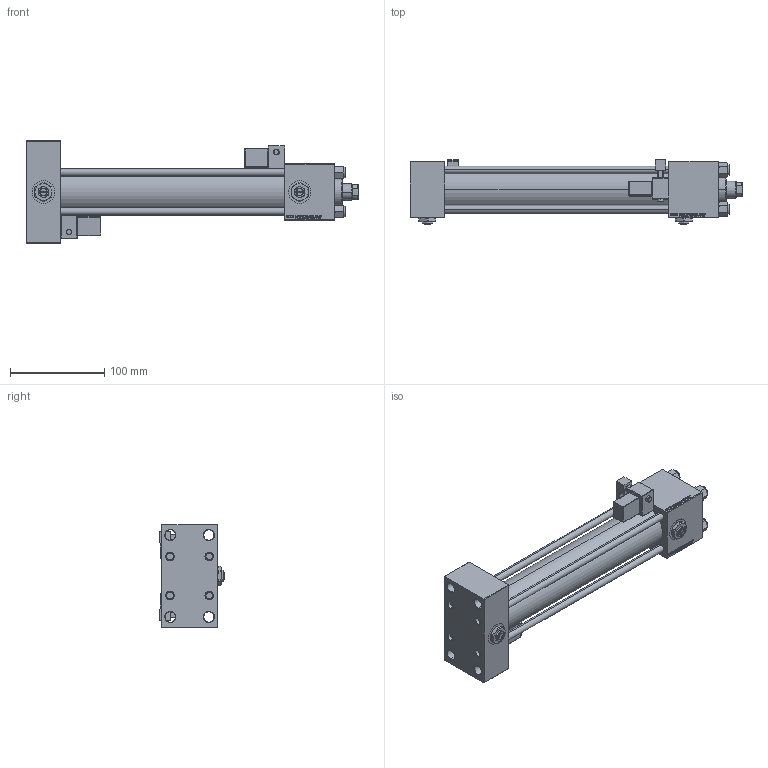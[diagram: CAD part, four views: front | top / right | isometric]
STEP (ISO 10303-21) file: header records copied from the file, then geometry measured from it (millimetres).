
FILE_DESCRIPTION (( 'STEP AP203' ), '1' );
FILE_NAME ('4d46.STEP', '2023-08-23T07:47:43', ( '' ), ( '' ), 'SwSTEP 2.0', 'SolidWorks 2019', '' );
FILE_SCHEMA (( 'CONFIG_CONTROL_DESIGN' ));
Length unit declared in the file: millimetre
Products named in the file (8): 4d46; V215CR_E_Body 7a1930c5ba2c54166209467c394910b5; V215CR_TYCINKA_E 7a1930c5ba2c54166209467c394910b5; V215_VC_A 7a1930c5ba2c54166209467c394910b5; V215CR_VCP_E 7a1930c5ba2c54166209467c394910b5; NUT_M5_E 7a1930c5ba2c54166209467c394910b5; V215CR_MSU 7a1930c5ba2c54166209467c394910b5; Zatka_pro_OIL_PORT 7a1930c5ba2c54166209467c394910b5
Assembly tree (15 placements, depth 2):
  4d46
    V215CR_E_Body 7a1930c5ba2c54166209467c394910b5
    V215CR_VCP_E 7a1930c5ba2c54166209467c394910b5
    V215CR_TYCINKA_E 7a1930c5ba2c54166209467c394910b5  x4
    NUT_M5_E 7a1930c5ba2c54166209467c394910b5  x4
    V215_VC_A 7a1930c5ba2c54166209467c394910b5
    V215CR_MSU 7a1930c5ba2c54166209467c394910b5  x2
    Zatka_pro_OIL_PORT 7a1930c5ba2c54166209467c394910b5  x2
Bounding box: 353 x 68.9 x 109 mm (x, y, z)
Volume: 691985.4 mm3; surface area: 216367.3 mm2
Topology: 15 solids, 15 shells, 1391 faces, 3454 edges, 2186 vertices
Faces by surface type: plane 604, bspline 392, cone 194, cylinder 157, sphere 24, torus 20
Entity records: 54271 total; most frequent: CARTESIAN_POINT 28044, ORIENTED_EDGE 5826, DIRECTION 3925, EDGE_CURVE 2913, VERTEX_POINT 1888, LINE 1707, VECTOR 1707, EDGE_LOOP 1295
